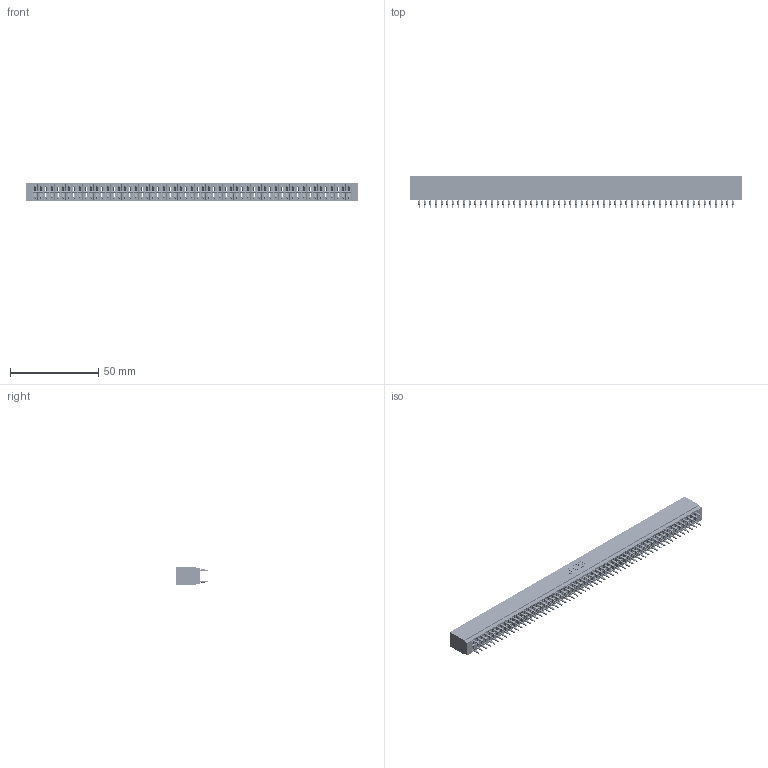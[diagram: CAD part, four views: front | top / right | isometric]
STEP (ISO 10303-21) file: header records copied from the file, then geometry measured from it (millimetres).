
FILE_DESCRIPTION (( 'STEP AP203' ), '1' );
FILE_NAME ('726-114-520-201.STEP', '2020-05-28T13:41:38', ( '' ), ( '' ), 'SwSTEP 2.0', 'SolidWorks 2020', '' );
FILE_SCHEMA (( 'CONFIG_CONTROL_DESIGN' ));
Length unit declared in the file: inch
Products named in the file (3): 726 Part_.515 Slot Depth - 01; 726-114-520-201; 746-292-001_520
Assembly tree (115 placements, depth 2):
  726-114-520-201
    726 Part_.515 Slot Depth - 01
    746-292-001_520  x114
Bounding box: 188.21 x 18.4 x 9.91 mm (x, y, z)
Volume: 17147.8 mm3; surface area: 28343 mm2
Topology: 115 solids, 115 shells, 10300 faces, 28307 edges, 18016 vertices
Faces by surface type: plane 5299, bspline 2280, cylinder 2037, torus 684
Entity records: 85845 total; most frequent: CARTESIAN_POINT 16935, ORIENTED_EDGE 14804, DIRECTION 12334, EDGE_CURVE 7402, VECTOR 6648, LINE 6648, VERTEX_POINT 4908, AXIS2_PLACEMENT_3D 2843
